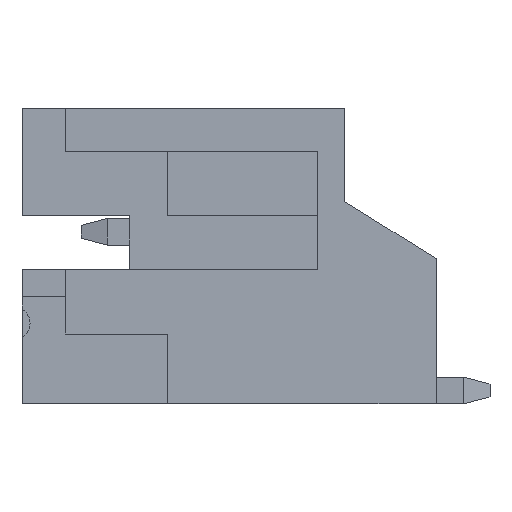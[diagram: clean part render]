
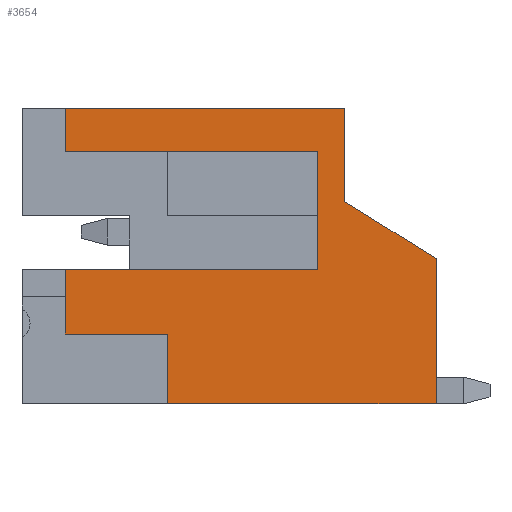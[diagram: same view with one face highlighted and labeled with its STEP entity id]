
A CAD part, front view. The second image highlights one B-rep face of the part: STEP entity #3654.
In plain terms, the highlighted planar face has unit normal (0, -1, 0).
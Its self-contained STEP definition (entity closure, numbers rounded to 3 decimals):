
#50 = CARTESIAN_POINT ( 'NONE',  ( 0.8, -3.95, 1.3 ) ) ;
#59 = LINE ( 'NONE', #4842, #2989 ) ;
#62 = CARTESIAN_POINT ( 'NONE',  ( 0.8, -3.95, 2.5 ) ) ;
#87 = LINE ( 'NONE', #6075, #579 ) ;
#525 = CARTESIAN_POINT ( 'NONE',  ( 6., -3.95, 5.5 ) ) ;
#579 = VECTOR ( 'NONE', #4482, 1000. ) ;
#660 = EDGE_CURVE ( 'NONE', #4885, #1509, #709, .T. ) ;
#709 = LINE ( 'NONE', #3749, #2586 ) ;
#791 = ORIENTED_EDGE ( 'NONE', *, *, #1261, .F. ) ;
#804 = DIRECTION ( 'NONE',  ( -1., 0., 0. ) ) ;
#889 = VECTOR ( 'NONE', #2439, 1000. ) ;
#897 = EDGE_CURVE ( 'NONE', #3390, #3743, #5795, .T. ) ;
#1065 = VERTEX_POINT ( 'NONE', #4002 ) ;
#1076 = VERTEX_POINT ( 'NONE', #5089 ) ;
#1078 = DIRECTION ( 'NONE',  ( 0., 0., 1. ) ) ;
#1185 = FACE_OUTER_BOUND ( 'NONE', #3006, .T. ) ;
#1223 = LINE ( 'NONE', #6287, #2437 ) ;
#1261 = EDGE_CURVE ( 'NONE', #3517, #1065, #5617, .T. ) ;
#1348 = VECTOR ( 'NONE', #2953, 1000. ) ;
#1408 = VERTEX_POINT ( 'NONE', #50 ) ;
#1409 = DIRECTION ( 'NONE',  ( 0., 0., 1. ) ) ;
#1413 = DIRECTION ( 'NONE',  ( 0., 0., 1. ) ) ;
#1509 = VERTEX_POINT ( 'NONE', #5507 ) ;
#1650 = DIRECTION ( 'NONE',  ( 0., 0., 1. ) ) ;
#1713 = VECTOR ( 'NONE', #5113, 1000. ) ;
#1799 = LINE ( 'NONE', #5133, #6306 ) ;
#1882 = EDGE_CURVE ( 'NONE', #5691, #1408, #4796, .T. ) ;
#1888 = CARTESIAN_POINT ( 'NONE',  ( 5.5, -3.95, 4.7 ) ) ;
#1893 = CARTESIAN_POINT ( 'NONE',  ( 7.7, -3.95, 5.5 ) ) ;
#2071 = DIRECTION ( 'NONE',  ( 0., 1., 0. ) ) ;
#2195 = EDGE_CURVE ( 'NONE', #1076, #3517, #3113, .T. ) ;
#2238 = VERTEX_POINT ( 'NONE', #525 ) ;
#2437 = VECTOR ( 'NONE', #1078, 1000. ) ;
#2439 = DIRECTION ( 'NONE',  ( 0., 0., -1. ) ) ;
#2494 = LINE ( 'NONE', #4499, #3541 ) ;
#2586 = VECTOR ( 'NONE', #2687, 1000. ) ;
#2687 = DIRECTION ( 'NONE',  ( 1., 0., 0. ) ) ;
#2745 = ORIENTED_EDGE ( 'NONE', *, *, #6173, .F. ) ;
#2775 = LINE ( 'NONE', #1893, #889 ) ;
#2854 = AXIS2_PLACEMENT_3D ( 'NONE', #3618, #2071, #1409 ) ;
#2874 = EDGE_CURVE ( 'NONE', #4725, #1076, #87, .T. ) ;
#2892 = CARTESIAN_POINT ( 'NONE',  ( 0.8, -3.95, 1.3 ) ) ;
#2905 = ORIENTED_EDGE ( 'NONE', *, *, #2976, .F. ) ;
#2933 = CARTESIAN_POINT ( 'NONE',  ( 6., -3.95, 3.762 ) ) ;
#2953 = DIRECTION ( 'NONE',  ( -0.848, 0., 0.53 ) ) ;
#2976 = EDGE_CURVE ( 'NONE', #1408, #4725, #1799, .T. ) ;
#2989 = VECTOR ( 'NONE', #4365, 1000. ) ;
#3006 = EDGE_LOOP ( 'NONE', ( #791, #5206, #3844, #2905, #5321, #3908, #4662, #6218, #3331, #5555, #2745, #3161 ) ) ;
#3090 = EDGE_CURVE ( 'NONE', #3743, #2238, #3092, .T. ) ;
#3092 = LINE ( 'NONE', #3120, #1713 ) ;
#3113 = LINE ( 'NONE', #5169, #4537 ) ;
#3120 = CARTESIAN_POINT ( 'NONE',  ( 6., -3.95, 5.5 ) ) ;
#3149 = EDGE_CURVE ( 'NONE', #1065, #5833, #1223, .T. ) ;
#3161 = ORIENTED_EDGE ( 'NONE', *, *, #3149, .F. ) ;
#3212 = CARTESIAN_POINT ( 'NONE',  ( 6., -3.95, 3.762 ) ) ;
#3331 = ORIENTED_EDGE ( 'NONE', *, *, #897, .T. ) ;
#3390 = VERTEX_POINT ( 'NONE', #3407 ) ;
#3407 = CARTESIAN_POINT ( 'NONE',  ( 7.7, -3.95, 2.7 ) ) ;
#3451 = PLANE ( 'NONE',  #2854 ) ;
#3517 = VERTEX_POINT ( 'NONE', #1888 ) ;
#3541 = VECTOR ( 'NONE', #1413, 1000. ) ;
#3618 = CARTESIAN_POINT ( 'NONE',  ( 0., -3.95, 5.5 ) ) ;
#3654 = ADVANCED_FACE ( 'NONE', ( #1185 ), #3451, .F. ) ;
#3718 = DIRECTION ( 'NONE',  ( -1., 0., 0. ) ) ;
#3743 = VERTEX_POINT ( 'NONE', #3212 ) ;
#3749 = CARTESIAN_POINT ( 'NONE',  ( 0., -3.95, 0. ) ) ;
#3782 = VECTOR ( 'NONE', #3718, 1000. ) ;
#3844 = ORIENTED_EDGE ( 'NONE', *, *, #2874, .F. ) ;
#3908 = ORIENTED_EDGE ( 'NONE', *, *, #6240, .F. ) ;
#4002 = CARTESIAN_POINT ( 'NONE',  ( 0.8, -3.95, 4.7 ) ) ;
#4170 = CARTESIAN_POINT ( 'NONE',  ( 0.8, -3.95, 4.7 ) ) ;
#4365 = DIRECTION ( 'NONE',  ( 1., 0., 0. ) ) ;
#4482 = DIRECTION ( 'NONE',  ( 1., 0., 0. ) ) ;
#4499 = CARTESIAN_POINT ( 'NONE',  ( 2.7, -3.95, 1.3 ) ) ;
#4537 = VECTOR ( 'NONE', #1650, 1000. ) ;
#4662 = ORIENTED_EDGE ( 'NONE', *, *, #660, .T. ) ;
#4725 = VERTEX_POINT ( 'NONE', #62 ) ;
#4757 = CARTESIAN_POINT ( 'NONE',  ( 2.7, -3.95, 0. ) ) ;
#4796 = LINE ( 'NONE', #2892, #6082 ) ;
#4842 = CARTESIAN_POINT ( 'NONE',  ( 0., -3.95, 5.5 ) ) ;
#4885 = VERTEX_POINT ( 'NONE', #4757 ) ;
#5089 = CARTESIAN_POINT ( 'NONE',  ( 5.5, -3.95, 2.5 ) ) ;
#5112 = EDGE_CURVE ( 'NONE', #3390, #1509, #2775, .T. ) ;
#5113 = DIRECTION ( 'NONE',  ( 0., 0., 1. ) ) ;
#5133 = CARTESIAN_POINT ( 'NONE',  ( 0.8, -3.95, 2.5 ) ) ;
#5169 = CARTESIAN_POINT ( 'NONE',  ( 5.5, -3.95, 3.5 ) ) ;
#5206 = ORIENTED_EDGE ( 'NONE', *, *, #2195, .F. ) ;
#5321 = ORIENTED_EDGE ( 'NONE', *, *, #1882, .F. ) ;
#5507 = CARTESIAN_POINT ( 'NONE',  ( 7.7, -3.95, 0. ) ) ;
#5555 = ORIENTED_EDGE ( 'NONE', *, *, #3090, .T. ) ;
#5617 = LINE ( 'NONE', #4170, #3782 ) ;
#5691 = VERTEX_POINT ( 'NONE', #6101 ) ;
#5707 = CARTESIAN_POINT ( 'NONE',  ( 0.8, -3.95, 5.5 ) ) ;
#5795 = LINE ( 'NONE', #2933, #1348 ) ;
#5833 = VERTEX_POINT ( 'NONE', #5707 ) ;
#6075 = CARTESIAN_POINT ( 'NONE',  ( 5.5, -3.95, 2.5 ) ) ;
#6082 = VECTOR ( 'NONE', #804, 1000. ) ;
#6101 = CARTESIAN_POINT ( 'NONE',  ( 2.7, -3.95, 1.3 ) ) ;
#6123 = DIRECTION ( 'NONE',  ( 0., 0., 1. ) ) ;
#6173 = EDGE_CURVE ( 'NONE', #5833, #2238, #59, .T. ) ;
#6218 = ORIENTED_EDGE ( 'NONE', *, *, #5112, .F. ) ;
#6240 = EDGE_CURVE ( 'NONE', #4885, #5691, #2494, .T. ) ;
#6287 = CARTESIAN_POINT ( 'NONE',  ( 0.8, -3.95, 5.5 ) ) ;
#6306 = VECTOR ( 'NONE', #6123, 1000. ) ;
